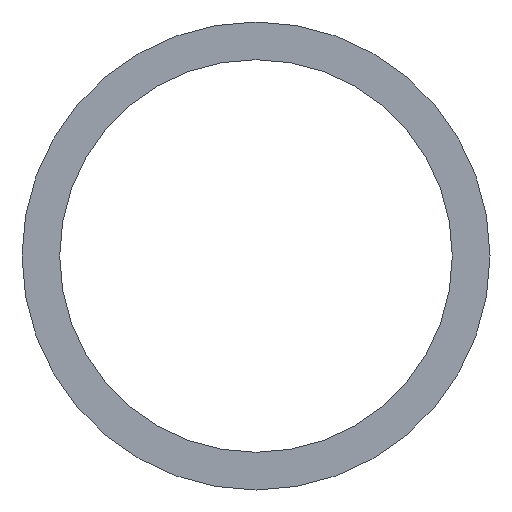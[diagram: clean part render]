
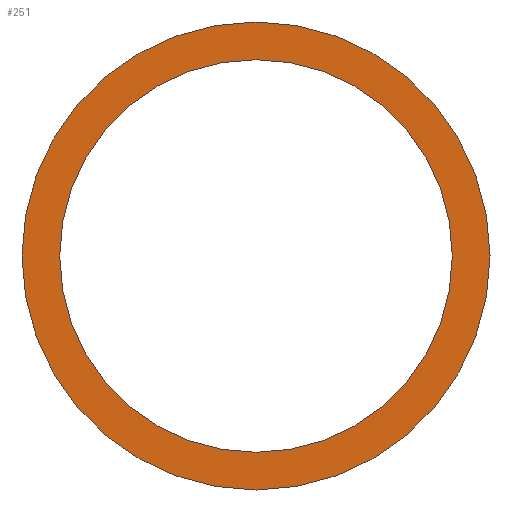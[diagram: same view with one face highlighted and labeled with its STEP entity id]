
A CAD part, front view. The second image highlights one B-rep face of the part: STEP entity #251.
In plain terms, the highlighted planar face has unit normal (0, -1, 0).
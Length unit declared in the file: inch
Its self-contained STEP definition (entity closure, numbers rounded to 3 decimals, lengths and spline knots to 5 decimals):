
#43 = VERTEX_POINT ( 'NONE', #221 ) ;
#56 = DIRECTION ( 'NONE',  ( 0., 0., 1. ) ) ;
#59 = DIRECTION ( 'NONE',  ( 0., 1., 0. ) ) ;
#61 = PLANE ( 'NONE',  #103 ) ;
#62 = ORIENTED_EDGE ( 'NONE', *, *, #222, .F. ) ;
#70 = DIRECTION ( 'NONE',  ( 0., 0., 1. ) ) ;
#71 = DIRECTION ( 'NONE',  ( 0., 0., 1. ) ) ;
#74 = DIRECTION ( 'NONE',  ( 0., 1., 0. ) ) ;
#75 = CARTESIAN_POINT ( 'NONE',  ( 0., 0., 0. ) ) ;
#77 = DIRECTION ( 'NONE',  ( 0., 1., 0. ) ) ;
#79 = ORIENTED_EDGE ( 'NONE', *, *, #113, .T. ) ;
#84 = VERTEX_POINT ( 'NONE', #164 ) ;
#91 = CARTESIAN_POINT ( 'NONE',  ( 0., 0., 0. ) ) ;
#97 = CARTESIAN_POINT ( 'NONE',  ( 0., 0., 0. ) ) ;
#100 = EDGE_CURVE ( 'NONE', #154, #140, #218, .T. ) ;
#103 = AXIS2_PLACEMENT_3D ( 'NONE', #97, #59, #56 ) ;
#106 = ORIENTED_EDGE ( 'NONE', *, *, #100, .F. ) ;
#113 = EDGE_CURVE ( 'NONE', #43, #84, #185, .T. ) ;
#114 = DIRECTION ( 'NONE',  ( 0., 0., 1. ) ) ;
#116 = DIRECTION ( 'NONE',  ( 0., 1., 0. ) ) ;
#117 = CARTESIAN_POINT ( 'NONE',  ( 0., 0., 0. ) ) ;
#121 = CARTESIAN_POINT ( 'NONE',  ( 0., 0., -0.3725 ) ) ;
#127 = FACE_BOUND ( 'NONE', #130, .T. ) ;
#130 = EDGE_LOOP ( 'NONE', ( #79, #150 ) ) ;
#133 = DIRECTION ( 'NONE',  ( 0., 0., 1. ) ) ;
#134 = DIRECTION ( 'NONE',  ( 0., 1., 0. ) ) ;
#136 = CARTESIAN_POINT ( 'NONE',  ( 0., 0., 0. ) ) ;
#140 = VERTEX_POINT ( 'NONE', #155 ) ;
#150 = ORIENTED_EDGE ( 'NONE', *, *, #168, .T. ) ;
#154 = VERTEX_POINT ( 'NONE', #121 ) ;
#155 = CARTESIAN_POINT ( 'NONE',  ( 0., 0., 0.3725 ) ) ;
#164 = CARTESIAN_POINT ( 'NONE',  ( 0., 0., 0.3125 ) ) ;
#168 = EDGE_CURVE ( 'NONE', #84, #43, #184, .T. ) ;
#184 = CIRCLE ( 'NONE', #207, 0.3125 ) ;
#185 = CIRCLE ( 'NONE', #210, 0.3125 ) ;
#186 = AXIS2_PLACEMENT_3D ( 'NONE', #75, #74, #71 ) ;
#203 = CIRCLE ( 'NONE', #186, 0.3725 ) ;
#204 = AXIS2_PLACEMENT_3D ( 'NONE', #136, #134, #133 ) ;
#207 = AXIS2_PLACEMENT_3D ( 'NONE', #91, #77, #70 ) ;
#210 = AXIS2_PLACEMENT_3D ( 'NONE', #117, #116, #114 ) ;
#211 = FACE_OUTER_BOUND ( 'NONE', #244, .T. ) ;
#218 = CIRCLE ( 'NONE', #204, 0.3725 ) ;
#221 = CARTESIAN_POINT ( 'NONE',  ( 0., 0., -0.3125 ) ) ;
#222 = EDGE_CURVE ( 'NONE', #140, #154, #203, .T. ) ;
#244 = EDGE_LOOP ( 'NONE', ( #106, #62 ) ) ;
#251 = ADVANCED_FACE ( 'NONE', ( #211, #127 ), #61, .F. ) ;
